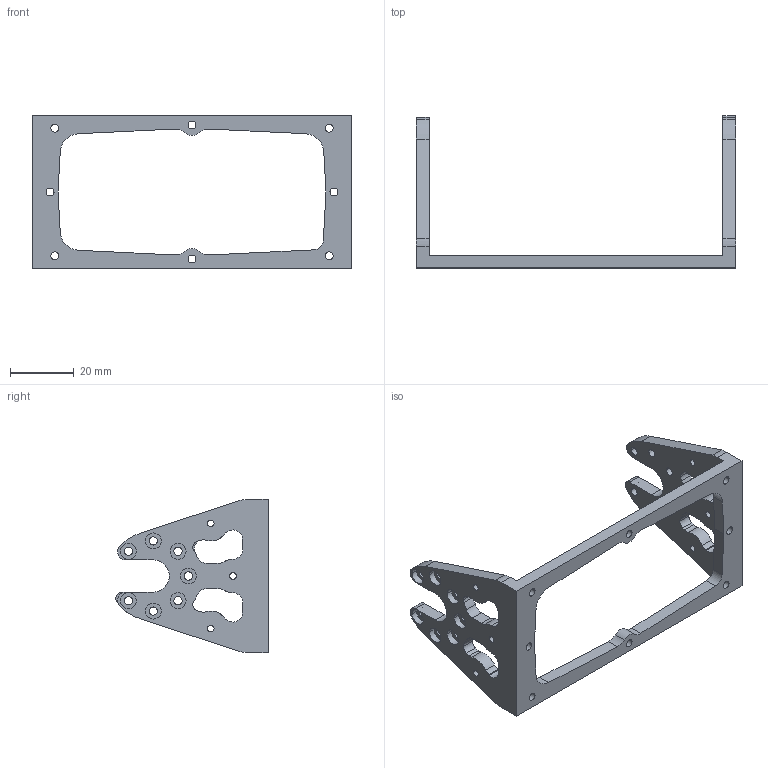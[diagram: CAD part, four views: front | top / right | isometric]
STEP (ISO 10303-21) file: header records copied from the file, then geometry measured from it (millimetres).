
FILE_DESCRIPTION (( 'STEP AP214' ), '1' );
FILE_NAME ('03_Ankle_U_Profile_Alu_100x4_NimbroOP_v0.1.STEP', '2012-10-07T10:26:45', ( 'schreiber' ), ( '' ), 'SwSTEP 2.0', 'SolidWorks 2012', '' );
FILE_SCHEMA (( 'AUTOMOTIVE_DESIGN' ));
Length unit declared in the file: millimetre
Products named in the file (1): 03_Ankle_U_Profile_Alu_100x4_NimbroOP_v0.1
Bounding box: 100 x 47.71 x 48 mm (x, y, z)
Volume: 15200 mm3; surface area: 12385.8 mm2
Topology: 1 solids, 1 shells, 213 faces, 591 edges, 394 vertices
Faces by surface type: cylinder 160, plane 53
Entity records: 7151 total; most frequent: DIRECTION 1339, CARTESIAN_POINT 1199, ORIENTED_EDGE 1182, EDGE_CURVE 591, AXIS2_PLACEMENT_3D 534, VERTEX_POINT 394, CIRCLE 320, EDGE_LOOP 293
